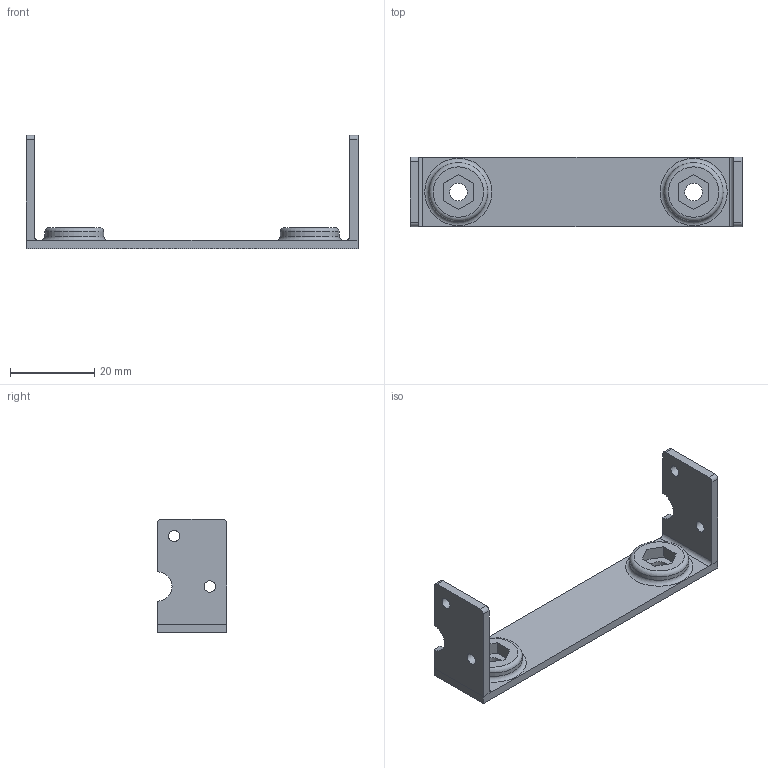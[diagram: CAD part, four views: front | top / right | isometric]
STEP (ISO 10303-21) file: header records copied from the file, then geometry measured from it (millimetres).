
FILE_DESCRIPTION(('FreeCAD Model'),'2;1');
FILE_NAME('camera_to_frame_interface.step','2020-11-12T09:19:01',( 'Author'),(''),'Open CASCADE STEP processor 7.4','FreeCAD','Unknown' );
FILE_SCHEMA(('AUTOMOTIVE_DESIGN { 1 0 10303 214 1 1 1 1 }'));
Length unit declared in the file: millimetre
Products named in the file (1): Body
Bounding box: 79 x 16.5 x 27 mm (x, y, z)
Volume: 4724.3 mm3; surface area: 5104.2 mm2
Topology: 1 solids, 1 shells, 58 faces, 146 edges, 94 vertices
Faces by surface type: plane 34, cylinder 18, torus 4, cone 2
Full cylindrical faces by diameter (mm): 2.7 x4, 4.2 x2, 14 x2
Entity records: 3740 total; most frequent: CARTESIAN_POINT 711, DIRECTION 582, LINE 356, VECTOR 356, ORIENTED_EDGE 292, PCURVE 292, DEFINITIONAL_REPRESENTATION 292, EDGE_CURVE 146
